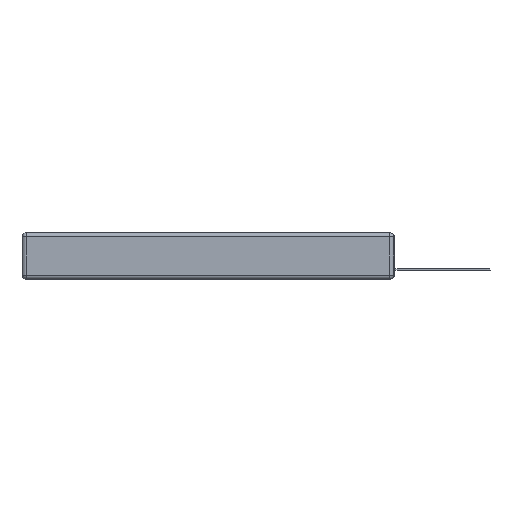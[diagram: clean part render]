
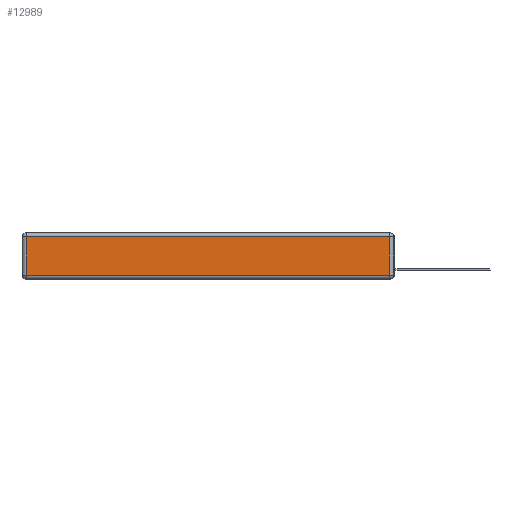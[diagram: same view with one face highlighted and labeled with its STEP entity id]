
A CAD part, left-side view. The second image highlights one B-rep face of the part: STEP entity #12989.
In plain terms, the highlighted planar face has unit normal (-1, 0, 0).
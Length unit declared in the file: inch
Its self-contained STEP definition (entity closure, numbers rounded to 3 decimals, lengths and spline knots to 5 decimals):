
#968 = DIRECTION ( 'NONE',  ( 0., -1., 0. ) ) ;
#987 = LINE ( 'NONE', #1079, #5584 ) ;
#1004 = FACE_OUTER_BOUND ( 'NONE', #1195, .T. ) ;
#1052 = LINE ( 'NONE', #10088, #7675 ) ;
#1079 = CARTESIAN_POINT ( 'NONE',  ( 0., 2.72, -0.343 ) ) ;
#1090 = CARTESIAN_POINT ( 'NONE',  ( 0., 0.03, -0.03 ) ) ;
#1195 = EDGE_LOOP ( 'NONE', ( #1231, #4822, #5734, #9462 ) ) ;
#1231 = ORIENTED_EDGE ( 'NONE', *, *, #13981, .T. ) ;
#1772 = CARTESIAN_POINT ( 'NONE',  ( 0., 0., -0.343 ) ) ;
#2360 = AXIS2_PLACEMENT_3D ( 'NONE', #1772, #4168, #5343 ) ;
#2890 = CARTESIAN_POINT ( 'NONE',  ( 0., 0.03, -0.343 ) ) ;
#3292 = VERTEX_POINT ( 'NONE', #1090 ) ;
#4168 = DIRECTION ( 'NONE',  ( -1., 0., 0. ) ) ;
#4497 = VERTEX_POINT ( 'NONE', #6089 ) ;
#4818 = EDGE_CURVE ( 'NONE', #4497, #9271, #987, .T. ) ;
#4822 = ORIENTED_EDGE ( 'NONE', *, *, #11601, .T. ) ;
#5014 = VECTOR ( 'NONE', #968, 39.37008 ) ;
#5288 = DIRECTION ( 'NONE',  ( 0., 0., 1. ) ) ;
#5343 = DIRECTION ( 'NONE',  ( 0., 0., 1. ) ) ;
#5584 = VECTOR ( 'NONE', #15266, 39.37008 ) ;
#5734 = ORIENTED_EDGE ( 'NONE', *, *, #10998, .T. ) ;
#6089 = CARTESIAN_POINT ( 'NONE',  ( 0., 2.72, -0.03 ) ) ;
#7661 = VECTOR ( 'NONE', #5288, 39.37008 ) ;
#7675 = VECTOR ( 'NONE', #13728, 39.37008 ) ;
#8147 = LINE ( 'NONE', #11754, #5014 ) ;
#8262 = CARTESIAN_POINT ( 'NONE',  ( 0., 0.03, -0.313 ) ) ;
#8845 = PLANE ( 'NONE',  #2360 ) ;
#9271 = VERTEX_POINT ( 'NONE', #13002 ) ;
#9302 = LINE ( 'NONE', #2890, #7661 ) ;
#9462 = ORIENTED_EDGE ( 'NONE', *, *, #4818, .T. ) ;
#10088 = CARTESIAN_POINT ( 'NONE',  ( 0., 2.75, -0.03 ) ) ;
#10780 = VERTEX_POINT ( 'NONE', #8262 ) ;
#10998 = EDGE_CURVE ( 'NONE', #3292, #4497, #1052, .T. ) ;
#11601 = EDGE_CURVE ( 'NONE', #10780, #3292, #9302, .T. ) ;
#11754 = CARTESIAN_POINT ( 'NONE',  ( 0., 0., -0.313 ) ) ;
#12989 = ADVANCED_FACE ( 'NONE', ( #1004 ), #8845, .T. ) ;
#13002 = CARTESIAN_POINT ( 'NONE',  ( 0., 2.72, -0.313 ) ) ;
#13728 = DIRECTION ( 'NONE',  ( 0., 1., 0. ) ) ;
#13981 = EDGE_CURVE ( 'NONE', #9271, #10780, #8147, .T. ) ;
#15266 = DIRECTION ( 'NONE',  ( 0., 0., -1. ) ) ;
